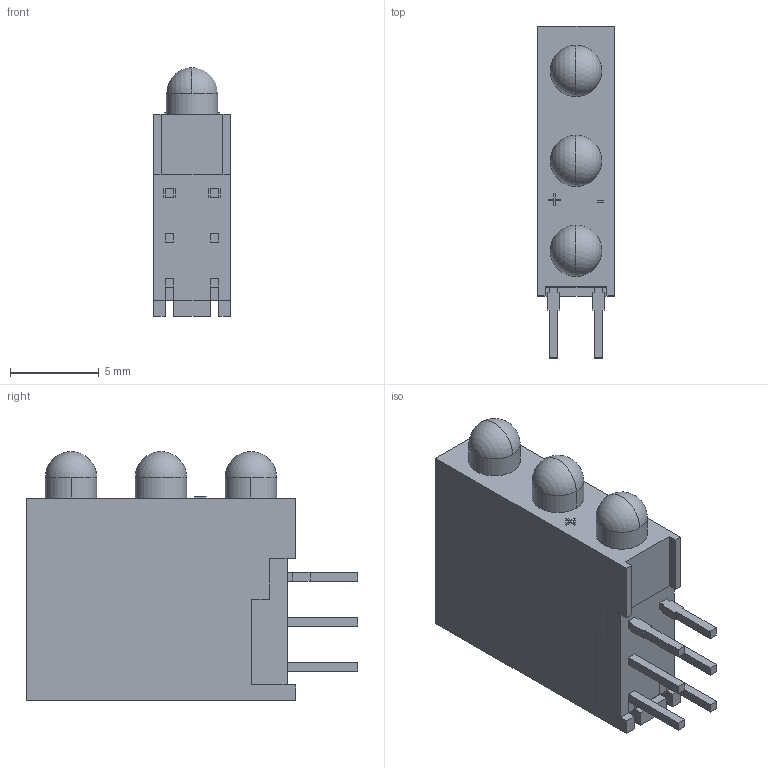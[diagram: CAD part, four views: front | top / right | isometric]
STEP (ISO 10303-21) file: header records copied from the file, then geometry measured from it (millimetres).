
FILE_DESCRIPTION (( 'STEP AP214' ), '1' );
FILE_NAME ('934SA.STEP', '2008-08-27T23:30:07', ( '' ), ( '' ), 'SwSTEP 2.0', 'SolidWorks 2008', '' );
FILE_SCHEMA (( 'AUTOMOTIVE_DESIGN' ));
Length unit declared in the file: millimetre
Products named in the file (1): 934SA
Bounding box: 4.32 x 18.74 x 14.05 mm (x, y, z)
Volume: 805.3 mm3; surface area: 880.1 mm2
Topology: 2 solids, 2 shells, 395 faces, 1067 edges, 707 vertices
Faces by surface type: plane 265, bspline 116, cylinder 8, sphere 6
Entity records: 22048 total; most frequent: CARTESIAN_POINT 8548, ORIENTED_EDGE 2118, DIRECTION 1413, EDGE_CURVE 1059, VECTOR 801, LINE 801, VERTEX_POINT 705, EDGE_LOOP 432
